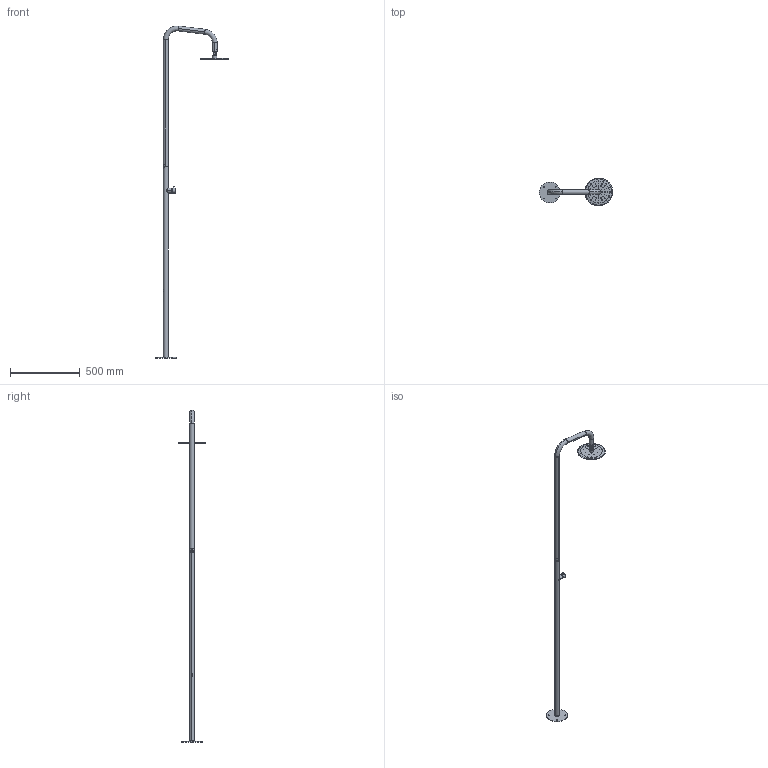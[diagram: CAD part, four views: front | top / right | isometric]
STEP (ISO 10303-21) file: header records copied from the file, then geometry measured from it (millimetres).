
FILE_DESCRIPTION(('CATIA V5 STEP Exchange','CAx-IF Rec.Pracs.--- Model Styling and Organization---1.5--- 2016-08-15','CAx-IF Rec.Pracs.---Supplemental Geometry---1.0---2011-11-01','CAx-IF Rec.Pracs.--- Composite Materials ---3.4---2017-06-13','CAx-IF Rec.Pracs.---Tessellated 3D Geometry---1.0---2015-12-17'),'2;1');
FILE_NAME('LX-XI005130.stp','2022-04-20T14:09:17+00:00',('none'),('none'),'CATIA Version 5-6 Release 2020 SP2','CATIA V5 STEP AP242 v2','none');
FILE_SCHEMA(('AP242_MANAGED_MODEL_BASED_3D_ENGINEERING_MIM_LF {1 0 10303 442 1 1 4}'));
Length unit declared in the file: millimetre
Products named in the file (4): Product1; PR9B726; P47028; XI005120_inviati_da_ANPA
Assembly tree (3 placements, depth 2):
  Product1
    PR9B726
    P47028
    XI005120_inviati_da_ANPA
Bounding box: 524.98 x 199.94 x 2381.5 mm (x, y, z)
Volume: 862774.3 mm3; surface area: 712936.7 mm2
Topology: 12 solids, 12 shells, 458 faces, 1152 edges, 769 vertices
Faces by surface type: cone 142, plane 134, cylinder 128, bspline 44, torus 8, sphere 2
Entity records: 17058 total; most frequent: CARTESIAN_POINT 7263, ORIENTED_EDGE 2272, DIRECTION 1275, EDGE_CURVE 1136, VERTEX_POINT 769, AXIS2_PLACEMENT_3D 710, EDGE_LOOP 565, CIRCLE 498
